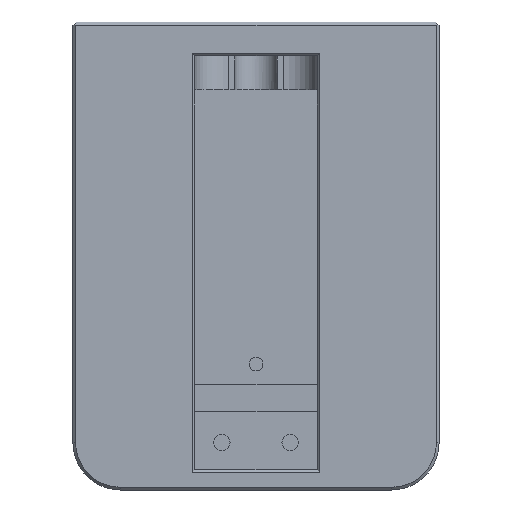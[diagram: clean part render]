
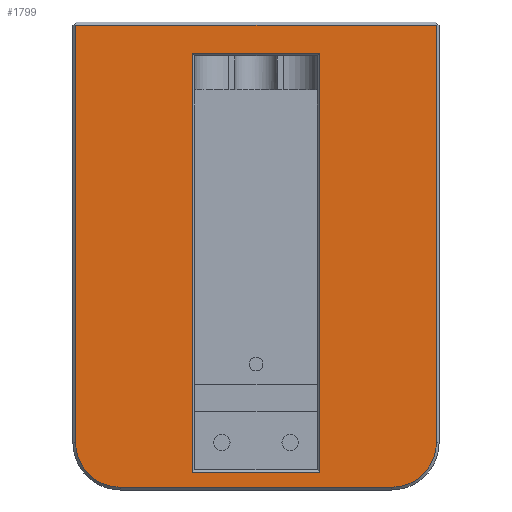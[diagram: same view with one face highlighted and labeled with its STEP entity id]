
A CAD part, front view. The second image highlights one B-rep face of the part: STEP entity #1799.
In plain terms, the highlighted planar face has unit normal (0, -1, 0).
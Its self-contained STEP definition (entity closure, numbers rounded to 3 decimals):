
#57=FACE_BOUND('',#234,.T.);
#72=CIRCLE('',#1918,6.6);
#73=CIRCLE('',#1919,6.6);
#129=FACE_OUTER_BOUND('',#233,.T.);
#233=EDGE_LOOP('',(#1217,#1218,#1219,#1220,#1221,#1222));
#234=EDGE_LOOP('',(#1223,#1224,#1225,#1226));
#348=LINE('',#2613,#551);
#352=LINE('',#2622,#555);
#354=LINE('',#2625,#557);
#357=LINE('',#2629,#560);
#369=LINE('',#2655,#572);
#370=LINE('',#2659,#573);
#371=LINE('',#2663,#574);
#372=LINE('',#2664,#575);
#551=VECTOR('',#2080,10.);
#555=VECTOR('',#2086,10.);
#557=VECTOR('',#2090,10.);
#560=VECTOR('',#2095,10.);
#572=VECTOR('',#2113,10.);
#573=VECTOR('',#2116,10.);
#574=VECTOR('',#2119,10.);
#575=VECTOR('',#2120,10.);
#754=VERTEX_POINT('',#2610);
#755=VERTEX_POINT('',#2612);
#758=VERTEX_POINT('',#2619);
#759=VERTEX_POINT('',#2621);
#769=VERTEX_POINT('',#2653);
#770=VERTEX_POINT('',#2654);
#771=VERTEX_POINT('',#2656);
#772=VERTEX_POINT('',#2658);
#773=VERTEX_POINT('',#2660);
#774=VERTEX_POINT('',#2662);
#923=EDGE_CURVE('',#754,#755,#348,.T.);
#927=EDGE_CURVE('',#758,#759,#352,.T.);
#929=EDGE_CURVE('',#755,#758,#354,.T.);
#932=EDGE_CURVE('',#759,#754,#357,.T.);
#944=EDGE_CURVE('',#769,#770,#369,.T.);
#945=EDGE_CURVE('',#771,#769,#72,.T.);
#946=EDGE_CURVE('',#772,#771,#370,.T.);
#947=EDGE_CURVE('',#773,#772,#73,.T.);
#948=EDGE_CURVE('',#774,#773,#371,.T.);
#949=EDGE_CURVE('',#770,#774,#372,.T.);
#1217=ORIENTED_EDGE('',*,*,#944,.F.);
#1218=ORIENTED_EDGE('',*,*,#945,.F.);
#1219=ORIENTED_EDGE('',*,*,#946,.F.);
#1220=ORIENTED_EDGE('',*,*,#947,.F.);
#1221=ORIENTED_EDGE('',*,*,#948,.F.);
#1222=ORIENTED_EDGE('',*,*,#949,.F.);
#1223=ORIENTED_EDGE('',*,*,#927,.F.);
#1224=ORIENTED_EDGE('',*,*,#929,.F.);
#1225=ORIENTED_EDGE('',*,*,#923,.F.);
#1226=ORIENTED_EDGE('',*,*,#932,.F.);
#1725=PLANE('',#1917);
#1799=ADVANCED_FACE('',(#129,#57),#1725,.F.);
#1917=AXIS2_PLACEMENT_3D('',#2652,#2111,#2112);
#1918=AXIS2_PLACEMENT_3D('',#2657,#2114,#2115);
#1919=AXIS2_PLACEMENT_3D('',#2661,#2117,#2118);
#2080=DIRECTION('',(0.,0.,-1.));
#2086=DIRECTION('',(0.,0.,1.));
#2090=DIRECTION('',(1.,0.,0.));
#2095=DIRECTION('',(-1.,0.,0.));
#2111=DIRECTION('center_axis',(0.,1.,0.));
#2112=DIRECTION('ref_axis',(0.,0.,1.));
#2113=DIRECTION('',(0.,0.,1.));
#2114=DIRECTION('center_axis',(0.,1.,0.));
#2115=DIRECTION('ref_axis',(-0.707,0.,-0.707));
#2116=DIRECTION('',(-1.,0.,0.));
#2117=DIRECTION('center_axis',(0.,1.,0.));
#2118=DIRECTION('ref_axis',(0.707,0.,-0.707));
#2119=DIRECTION('',(0.,0.,-1.));
#2120=DIRECTION('',(1.,0.,0.));
#2610=CARTESIAN_POINT('',(-81.469,1.717,-8.263));
#2612=CARTESIAN_POINT('',(-81.469,1.717,-70.063));
#2613=CARTESIAN_POINT('',(-81.469,1.717,-51.538));
#2619=CARTESIAN_POINT('',(-62.669,1.717,-70.063));
#2621=CARTESIAN_POINT('',(-62.669,1.717,-8.263));
#2622=CARTESIAN_POINT('',(-62.669,1.717,-23.288));
#2625=CARTESIAN_POINT('',(-58.569,1.717,-70.063));
#2629=CARTESIAN_POINT('',(-63.069,1.717,-8.263));
#2652=CARTESIAN_POINT('Origin',(-54.069,1.717,-37.413));
#2653=CARTESIAN_POINT('',(-98.669,1.717,-65.663));
#2654=CARTESIAN_POINT('',(-98.669,1.717,-4.163));
#2655=CARTESIAN_POINT('',(-98.669,1.717,-51.538));
#2656=CARTESIAN_POINT('',(-92.069,1.717,-72.263));
#2657=CARTESIAN_POINT('Origin',(-92.069,1.717,-65.663));
#2658=CARTESIAN_POINT('',(-52.069,1.717,-72.263));
#2659=CARTESIAN_POINT('',(-73.669,1.717,-72.263));
#2660=CARTESIAN_POINT('',(-45.469,1.717,-65.663));
#2661=CARTESIAN_POINT('Origin',(-52.069,1.717,-65.663));
#2662=CARTESIAN_POINT('',(-45.469,1.717,-4.163));
#2663=CARTESIAN_POINT('',(-45.469,1.717,-23.288));
#2664=CARTESIAN_POINT('',(-76.569,1.717,-4.163));
